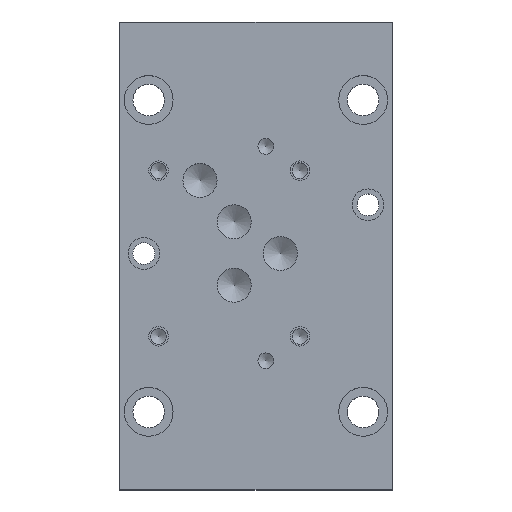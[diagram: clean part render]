
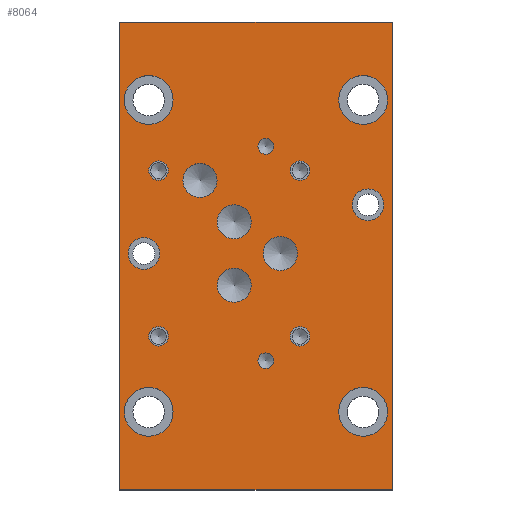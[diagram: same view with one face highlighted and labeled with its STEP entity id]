
A CAD part, top view. The second image highlights one B-rep face of the part: STEP entity #8064.
In plain terms, the highlighted planar face has unit normal (0, 0, 1).
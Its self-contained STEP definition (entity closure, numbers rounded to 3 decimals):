
#80=CIRCLE('',#8348,5.156);
#83=CIRCLE('',#8353,5.156);
#124=CIRCLE('',#8434,7.938);
#128=CIRCLE('',#8441,7.938);
#132=CIRCLE('',#8448,7.938);
#136=CIRCLE('',#8455,7.938);
#139=CIRCLE('',#8461,2.553);
#141=CIRCLE('',#8465,2.553);
#143=CIRCLE('',#8469,5.556);
#145=CIRCLE('',#8473,5.556);
#147=CIRCLE('',#8477,5.563);
#149=CIRCLE('',#8481,5.563);
#153=CIRCLE('',#8488,3.175);
#157=CIRCLE('',#8496,3.175);
#161=CIRCLE('',#8504,3.175);
#165=CIRCLE('',#8512,3.175);
#441=FACE_BOUND('',#1370,.T.);
#442=FACE_BOUND('',#1371,.T.);
#443=FACE_BOUND('',#1372,.T.);
#444=FACE_BOUND('',#1373,.T.);
#445=FACE_BOUND('',#1374,.T.);
#446=FACE_BOUND('',#1375,.T.);
#447=FACE_BOUND('',#1376,.T.);
#448=FACE_BOUND('',#1377,.T.);
#449=FACE_BOUND('',#1378,.T.);
#450=FACE_BOUND('',#1379,.T.);
#451=FACE_BOUND('',#1380,.T.);
#452=FACE_BOUND('',#1381,.T.);
#453=FACE_BOUND('',#1382,.T.);
#454=FACE_BOUND('',#1383,.T.);
#455=FACE_BOUND('',#1384,.T.);
#456=FACE_BOUND('',#1385,.T.);
#895=FACE_OUTER_BOUND('',#1369,.T.);
#1369=EDGE_LOOP('',(#6991,#6992,#6993,#6994));
#1370=EDGE_LOOP('',(#6995));
#1371=EDGE_LOOP('',(#6996));
#1372=EDGE_LOOP('',(#6997));
#1373=EDGE_LOOP('',(#6998));
#1374=EDGE_LOOP('',(#6999));
#1375=EDGE_LOOP('',(#7000));
#1376=EDGE_LOOP('',(#7001));
#1377=EDGE_LOOP('',(#7002));
#1378=EDGE_LOOP('',(#7003));
#1379=EDGE_LOOP('',(#7004));
#1380=EDGE_LOOP('',(#7005));
#1381=EDGE_LOOP('',(#7006));
#1382=EDGE_LOOP('',(#7007));
#1383=EDGE_LOOP('',(#7008));
#1384=EDGE_LOOP('',(#7009));
#1385=EDGE_LOOP('',(#7010));
#1782=LINE('',#11141,#2620);
#2234=LINE('',#13420,#3072);
#2237=LINE('',#13426,#3075);
#2240=LINE('',#13430,#3078);
#2620=VECTOR('',#9167,10.);
#3072=VECTOR('',#10217,10.);
#3075=VECTOR('',#10222,10.);
#3078=VECTOR('',#10227,10.);
#3343=VERTEX_POINT('',#11138);
#3344=VERTEX_POINT('',#11140);
#3693=VERTEX_POINT('',#13080);
#3696=VERTEX_POINT('',#13089);
#3747=VERTEX_POINT('',#13252);
#3751=VERTEX_POINT('',#13265);
#3755=VERTEX_POINT('',#13278);
#3759=VERTEX_POINT('',#13291);
#3763=VERTEX_POINT('',#13304);
#3766=VERTEX_POINT('',#13313);
#3769=VERTEX_POINT('',#13322);
#3772=VERTEX_POINT('',#13331);
#3775=VERTEX_POINT('',#13340);
#3778=VERTEX_POINT('',#13349);
#3783=VERTEX_POINT('',#13363);
#3788=VERTEX_POINT('',#13379);
#3793=VERTEX_POINT('',#13395);
#3798=VERTEX_POINT('',#13411);
#3800=VERTEX_POINT('',#13419);
#3802=VERTEX_POINT('',#13425);
#4198=EDGE_CURVE('',#3344,#3343,#1782,.T.);
#4721=EDGE_CURVE('',#3693,#3693,#80,.T.);
#4725=EDGE_CURVE('',#3696,#3696,#83,.T.);
#4797=EDGE_CURVE('',#3747,#3747,#124,.T.);
#4803=EDGE_CURVE('',#3751,#3751,#128,.T.);
#4809=EDGE_CURVE('',#3755,#3755,#132,.T.);
#4815=EDGE_CURVE('',#3759,#3759,#136,.T.);
#4821=EDGE_CURVE('',#3763,#3763,#139,.T.);
#4825=EDGE_CURVE('',#3766,#3766,#141,.T.);
#4829=EDGE_CURVE('',#3769,#3769,#143,.T.);
#4833=EDGE_CURVE('',#3772,#3772,#145,.T.);
#4837=EDGE_CURVE('',#3775,#3775,#147,.T.);
#4841=EDGE_CURVE('',#3778,#3778,#149,.T.);
#4847=EDGE_CURVE('',#3783,#3783,#153,.T.);
#4854=EDGE_CURVE('',#3788,#3788,#157,.T.);
#4861=EDGE_CURVE('',#3793,#3793,#161,.T.);
#4868=EDGE_CURVE('',#3798,#3798,#165,.T.);
#4872=EDGE_CURVE('',#3800,#3344,#2234,.T.);
#4875=EDGE_CURVE('',#3802,#3800,#2237,.T.);
#4878=EDGE_CURVE('',#3343,#3802,#2240,.T.);
#6991=ORIENTED_EDGE('',*,*,#4198,.T.);
#6992=ORIENTED_EDGE('',*,*,#4878,.T.);
#6993=ORIENTED_EDGE('',*,*,#4875,.T.);
#6994=ORIENTED_EDGE('',*,*,#4872,.T.);
#6995=ORIENTED_EDGE('',*,*,#4721,.T.);
#6996=ORIENTED_EDGE('',*,*,#4725,.T.);
#6997=ORIENTED_EDGE('',*,*,#4797,.T.);
#6998=ORIENTED_EDGE('',*,*,#4803,.T.);
#6999=ORIENTED_EDGE('',*,*,#4809,.T.);
#7000=ORIENTED_EDGE('',*,*,#4815,.T.);
#7001=ORIENTED_EDGE('',*,*,#4821,.T.);
#7002=ORIENTED_EDGE('',*,*,#4825,.T.);
#7003=ORIENTED_EDGE('',*,*,#4829,.T.);
#7004=ORIENTED_EDGE('',*,*,#4833,.T.);
#7005=ORIENTED_EDGE('',*,*,#4837,.T.);
#7006=ORIENTED_EDGE('',*,*,#4841,.T.);
#7007=ORIENTED_EDGE('',*,*,#4847,.T.);
#7008=ORIENTED_EDGE('',*,*,#4854,.T.);
#7009=ORIENTED_EDGE('',*,*,#4861,.T.);
#7010=ORIENTED_EDGE('',*,*,#4868,.T.);
#7314=PLANE('',#8518);
#8064=ADVANCED_FACE('',(#895,#441,#442,#443,#444,#445,#446,#447,#448,#449,
#450,#451,#452,#453,#454,#455,#456),#7314,.T.);
#8348=AXIS2_PLACEMENT_3D('',#13081,#9818,#9819);
#8353=AXIS2_PLACEMENT_3D('',#13090,#9829,#9830);
#8434=AXIS2_PLACEMENT_3D('',#13253,#10022,#10023);
#8441=AXIS2_PLACEMENT_3D('',#13266,#10038,#10039);
#8448=AXIS2_PLACEMENT_3D('',#13279,#10054,#10055);
#8455=AXIS2_PLACEMENT_3D('',#13292,#10070,#10071);
#8461=AXIS2_PLACEMENT_3D('',#13305,#10085,#10086);
#8465=AXIS2_PLACEMENT_3D('',#13314,#10095,#10096);
#8469=AXIS2_PLACEMENT_3D('',#13323,#10105,#10106);
#8473=AXIS2_PLACEMENT_3D('',#13332,#10115,#10116);
#8477=AXIS2_PLACEMENT_3D('',#13341,#10125,#10126);
#8481=AXIS2_PLACEMENT_3D('',#13350,#10135,#10136);
#8488=AXIS2_PLACEMENT_3D('',#13364,#10151,#10152);
#8496=AXIS2_PLACEMENT_3D('',#13380,#10170,#10171);
#8504=AXIS2_PLACEMENT_3D('',#13396,#10189,#10190);
#8512=AXIS2_PLACEMENT_3D('',#13412,#10208,#10209);
#8518=AXIS2_PLACEMENT_3D('',#13432,#10230,#10231);
#9167=DIRECTION('',(1.,0.,0.));
#9818=DIRECTION('center_axis',(0.,0.,-1.));
#9819=DIRECTION('ref_axis',(1.,0.,0.));
#9829=DIRECTION('center_axis',(0.,0.,-1.));
#9830=DIRECTION('ref_axis',(1.,0.,0.));
#10022=DIRECTION('center_axis',(0.,0.,-1.));
#10023=DIRECTION('ref_axis',(1.,0.,0.));
#10038=DIRECTION('center_axis',(0.,0.,-1.));
#10039=DIRECTION('ref_axis',(1.,0.,0.));
#10054=DIRECTION('center_axis',(0.,0.,-1.));
#10055=DIRECTION('ref_axis',(1.,0.,0.));
#10070=DIRECTION('center_axis',(0.,0.,-1.));
#10071=DIRECTION('ref_axis',(1.,0.,0.));
#10085=DIRECTION('center_axis',(0.,0.,-1.));
#10086=DIRECTION('ref_axis',(1.,0.,0.));
#10095=DIRECTION('center_axis',(0.,0.,-1.));
#10096=DIRECTION('ref_axis',(1.,0.,0.));
#10105=DIRECTION('center_axis',(0.,0.,-1.));
#10106=DIRECTION('ref_axis',(1.,0.,0.));
#10115=DIRECTION('center_axis',(0.,0.,-1.));
#10116=DIRECTION('ref_axis',(1.,0.,0.));
#10125=DIRECTION('center_axis',(0.,0.,-1.));
#10126=DIRECTION('ref_axis',(1.,0.,0.));
#10135=DIRECTION('center_axis',(0.,0.,-1.));
#10136=DIRECTION('ref_axis',(1.,0.,0.));
#10151=DIRECTION('center_axis',(0.,0.,-1.));
#10152=DIRECTION('ref_axis',(1.,0.,0.));
#10170=DIRECTION('center_axis',(0.,0.,-1.));
#10171=DIRECTION('ref_axis',(1.,0.,0.));
#10189=DIRECTION('center_axis',(0.,0.,-1.));
#10190=DIRECTION('ref_axis',(1.,0.,0.));
#10208=DIRECTION('center_axis',(0.,0.,-1.));
#10209=DIRECTION('ref_axis',(1.,0.,0.));
#10217=DIRECTION('',(0.,-1.,0.));
#10222=DIRECTION('',(-1.,0.,0.));
#10227=DIRECTION('',(0.,1.,0.));
#10230=DIRECTION('center_axis',(0.,0.,1.));
#10231=DIRECTION('ref_axis',(1.,0.,0.));
#11138=CARTESIAN_POINT('',(88.9,0.,38.1));
#11140=CARTESIAN_POINT('',(0.,0.,38.1));
#11141=CARTESIAN_POINT('',(0.,0.,38.1));
#13080=CARTESIAN_POINT('',(2.769,76.987,38.1));
#13081=CARTESIAN_POINT('Origin',(7.925,76.987,38.1));
#13089=CARTESIAN_POINT('',(75.794,92.862,38.1));
#13090=CARTESIAN_POINT('Origin',(80.95,92.862,38.1));
#13252=CARTESIAN_POINT('',(1.562,127.,38.1));
#13253=CARTESIAN_POINT('Origin',(9.5,127.,38.1));
#13265=CARTESIAN_POINT('',(1.562,25.4,38.1));
#13266=CARTESIAN_POINT('Origin',(9.5,25.4,38.1));
#13278=CARTESIAN_POINT('',(71.412,25.4,38.1));
#13279=CARTESIAN_POINT('Origin',(79.35,25.4,38.1));
#13291=CARTESIAN_POINT('',(71.412,127.,38.1));
#13292=CARTESIAN_POINT('Origin',(79.35,127.,38.1));
#13304=CARTESIAN_POINT('',(45.098,111.9,38.1));
#13305=CARTESIAN_POINT('Origin',(47.65,111.9,38.1));
#13313=CARTESIAN_POINT('',(45.098,42.05,38.1));
#13314=CARTESIAN_POINT('Origin',(47.65,42.05,38.1));
#13322=CARTESIAN_POINT('',(31.756,87.292,38.1));
#13323=CARTESIAN_POINT('Origin',(37.313,87.292,38.1));
#13331=CARTESIAN_POINT('',(31.761,66.657,38.1));
#13332=CARTESIAN_POINT('Origin',(37.318,66.657,38.1));
#13340=CARTESIAN_POINT('',(46.838,76.975,38.1));
#13341=CARTESIAN_POINT('Origin',(52.4,76.975,38.1));
#13349=CARTESIAN_POINT('',(20.645,100.787,38.1));
#13350=CARTESIAN_POINT('Origin',(26.208,100.787,38.1));
#13363=CARTESIAN_POINT('',(55.575,50.,38.1));
#13364=CARTESIAN_POINT('Origin',(58.75,50.,38.1));
#13379=CARTESIAN_POINT('',(9.525,103.988,38.1));
#13380=CARTESIAN_POINT('Origin',(12.7,103.988,38.1));
#13395=CARTESIAN_POINT('',(55.575,103.975,38.1));
#13396=CARTESIAN_POINT('Origin',(58.75,103.975,38.1));
#13411=CARTESIAN_POINT('',(9.538,50.,38.1));
#13412=CARTESIAN_POINT('Origin',(12.713,50.,38.1));
#13419=CARTESIAN_POINT('',(0.,152.4,38.1));
#13420=CARTESIAN_POINT('',(0.,152.4,38.1));
#13425=CARTESIAN_POINT('',(88.9,152.4,38.1));
#13426=CARTESIAN_POINT('',(88.9,152.4,38.1));
#13430=CARTESIAN_POINT('',(88.9,0.,38.1));
#13432=CARTESIAN_POINT('Origin',(44.45,76.2,38.1));
